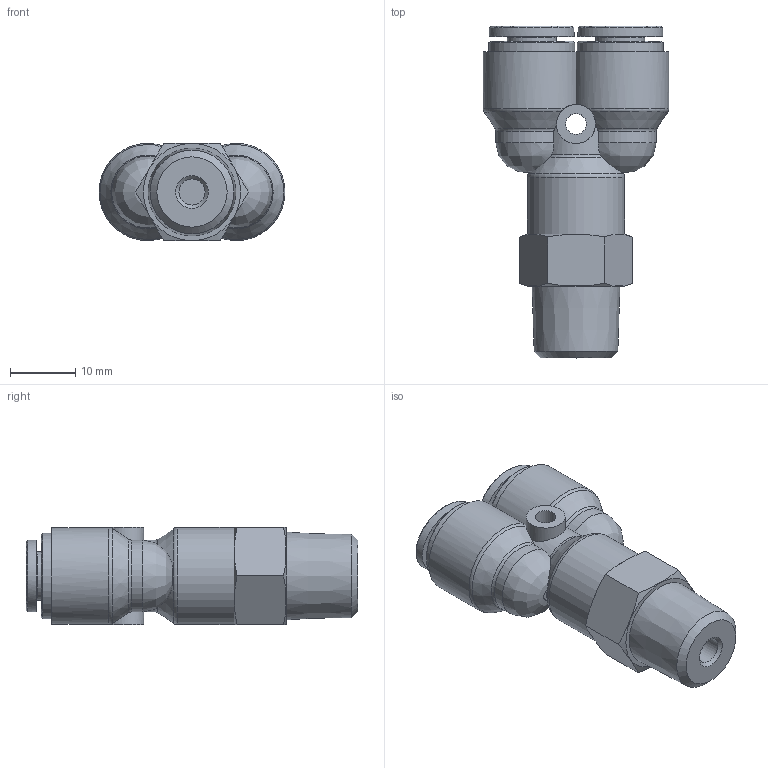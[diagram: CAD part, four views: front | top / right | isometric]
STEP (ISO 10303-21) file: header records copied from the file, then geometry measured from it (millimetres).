
FILE_DESCRIPTION((''),'2;1');
FILE_NAME('HR-PWT 0602.stp','2020-03-19T16:07:28',('user'),(''),'Autodesk Inventor 2013','Autodesk Inventor 2013','');
FILE_SCHEMA(('AUTOMOTIVE_DESIGN { 1 0 10303 214 1 1 1 1 }'));
Length unit declared in the file: millimetre
Products named in the file (6): 조립품3 (세부 수준1); HR-PY 06 BODY; HR-COLLAR 06; HR-Collar 06L(SUS); HR-SLEEVE 06; HR-PL BODY 0602
Assembly tree (6 placements, depth 3):
  조립품3 (세부 수준1)
    HR-PY 06 BODY
    HR-COLLAR 06  x2
      HR-Collar 06L(SUS)
      HR-SLEEVE 06
    HR-PL BODY 0602
Bounding box: 28.5 x 50.95 x 15 mm (x, y, z)
Volume: 9357.7 mm3; surface area: 5894.5 mm2
Topology: 6 solids, 6 shells, 271 faces, 690 edges, 457 vertices
Faces by surface type: plane 138, bspline 90, cylinder 20, cone 16, torus 7
Full cylindrical faces by diameter (mm): 3.2 x1, 4 x1, 6 x2, 6.198 x2, 6.2 x3, 7.5 x2, 13.15 x2, 14.9 x1
Entity records: 5360 total; most frequent: CARTESIAN_POINT 1817, ORIENTED_EDGE 750, DIRECTION 548, EDGE_CURVE 375, VERTEX_POINT 261, EDGE_LOOP 206, VECTOR 190, LINE 190
